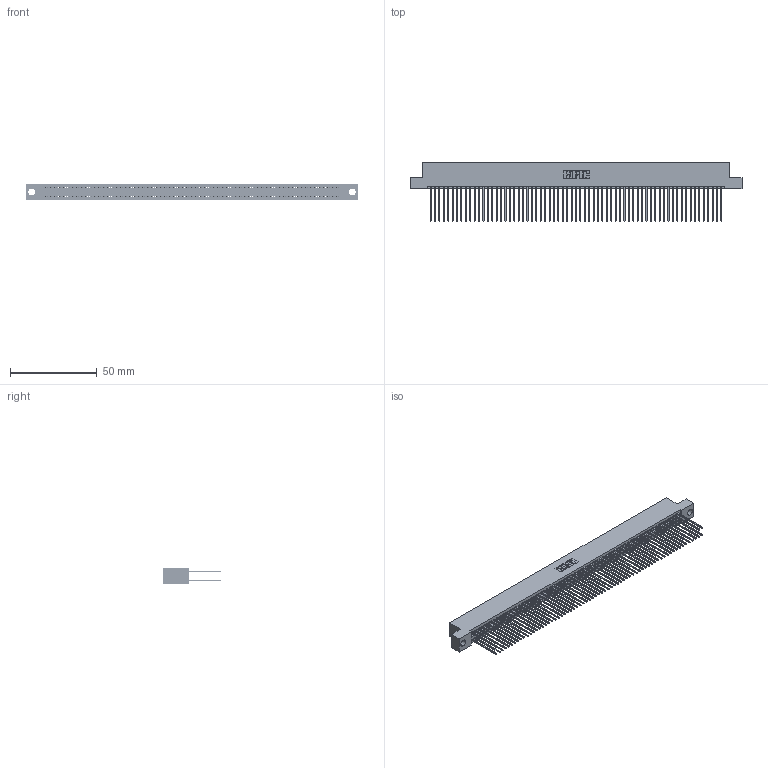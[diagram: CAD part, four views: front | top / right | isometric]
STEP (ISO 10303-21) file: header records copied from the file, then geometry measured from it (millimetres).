
FILE_DESCRIPTION (( 'STEP AP203' ), '1' );
FILE_NAME ('395-134-541-204.STEP', '2021-06-18T01:55:06', ( '' ), ( '' ), 'SwSTEP 2.0', 'SolidWorks 2020', '' );
FILE_SCHEMA (( 'CONFIG_CONTROL_DESIGN' ));
Length unit declared in the file: inch
Products named in the file (3): 345-292-001_345-293-141; 345 Part_Flush Mounting Lugs - 0.156 Dia-TI; 395-134-541-204
Assembly tree (135 placements, depth 2):
  395-134-541-204
    345 Part_Flush Mounting Lugs - 0.156 Dia-TI
    345-292-001_345-293-141  x134
Bounding box: 191.39 x 33.96 x 9.4 mm (x, y, z)
Volume: 19486.6 mm3; surface area: 32754.1 mm2
Topology: 135 solids, 135 shells, 6840 faces, 20343 edges, 13382 vertices
Faces by surface type: plane 4516, cylinder 2324
Entity records: 49641 total; most frequent: CARTESIAN_POINT 8302, ORIENTED_EDGE 8234, DIRECTION 7289, EDGE_CURVE 4117, LINE 3717, VECTOR 3717, VERTEX_POINT 2742, AXIS2_PLACEMENT_3D 1786
